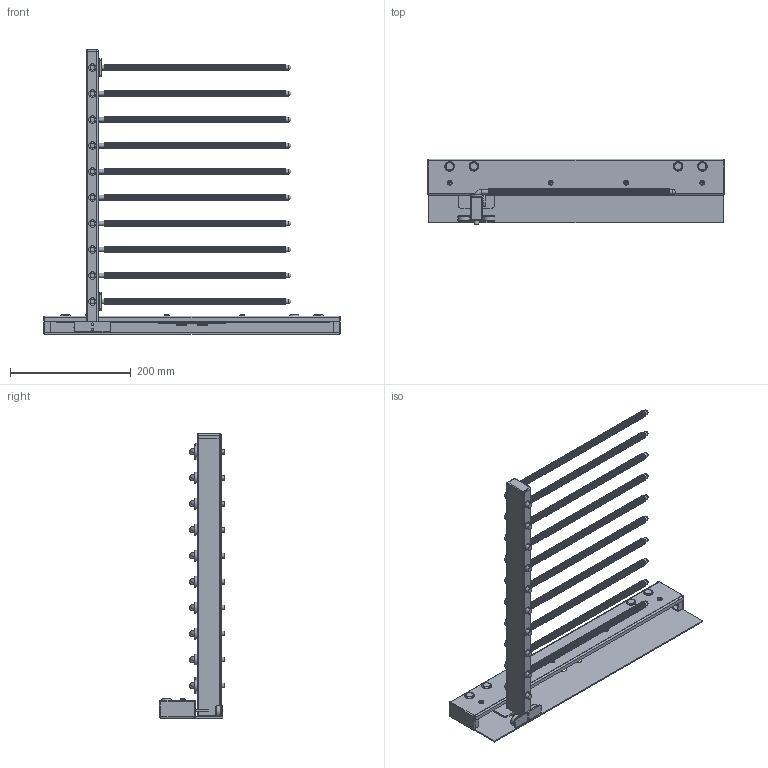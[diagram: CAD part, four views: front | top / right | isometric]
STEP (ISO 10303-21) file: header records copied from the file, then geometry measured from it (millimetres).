
FILE_DESCRIPTION((''),'2;1');
FILE_NAME('39010014_PULL_OUT_TROUSER_HOLDER_A.stp','2019-06-06T13:03:23',('Fernando'),(''),'Autodesk Inventor 2010','Autodesk Inventor 2010','');
FILE_SCHEMA(('AUTOMOTIVE_DESIGN { 1 0 10303 214 1 1 1 1 }'));
Length unit declared in the file: millimetre
Products named in the file (15): PANTALONERO EXTRAIBLE A; BRAZO ; 35x10 SLIDE mod2; 35x10 DRAWER MEMBER mod2; 35x10 CABINET MEMBER; SOPORTE GUIA; ARANDELA; VARILLA; TOPE BRAZO FIJO; NF EN ISO 7045 - H  (Rosca regular) M4 x 5 - 4.8 - H; TAPA PUNTAS; tubo antideslizante 300; TACO; PATIN  PANTALONERO; TACO 2
Assembly tree (49 placements, depth 3):
  PANTALONERO EXTRAIBLE A
    BRAZO 
    35x10 SLIDE mod2
      35x10 DRAWER MEMBER mod2
      35x10 CABINET MEMBER
    SOPORTE GUIA
    ARANDELA  x10
    VARILLA  x10
    TOPE BRAZO FIJO  x2
    NF EN ISO 7045 - H  (Rosca regular) M4 x 5 - 4.8 - H  x4
    TAPA PUNTAS  x4
    tubo antideslizante 300  x10
    TACO  x2
    PATIN  PANTALONERO
    TACO 2
Bounding box: 491 x 109 x 470.5 mm (x, y, z)
Volume: 605211.7 mm3; surface area: 694930 mm2
Topology: 48 solids, 48 shells, 1225 faces, 3315 edges, 2190 vertices
Faces by surface type: plane 722, cylinder 373, cone 52, torus 38, bspline 26, sphere 14
Full cylindrical faces by diameter (mm): 3.621 x4, 3.9 x2, 4 x4, 4.2 x4, 5.1 x4, 5.4 x4, 7 x6, 7.5 x2, 8 x40, 11.5 x4, 12.4 x20, 13.5 x10, 18 x10, 19 x2
Entity records: 13554 total; most frequent: CARTESIAN_POINT 2886, DIRECTION 2197, ORIENTED_EDGE 1944, EDGE_CURVE 972, AXIS2_PLACEMENT_3D 818, VERTEX_POINT 691, EDGE_LOOP 593, VECTOR 561
